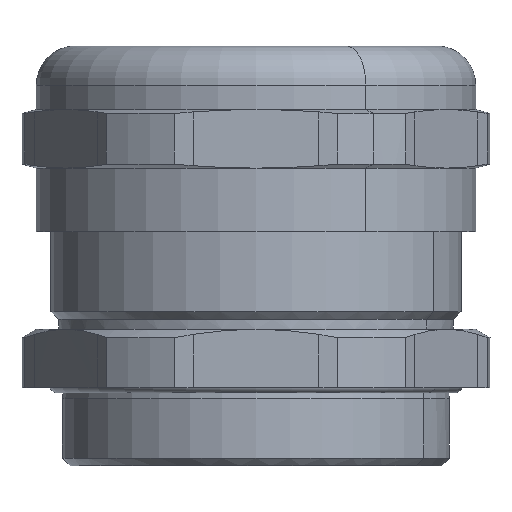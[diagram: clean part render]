
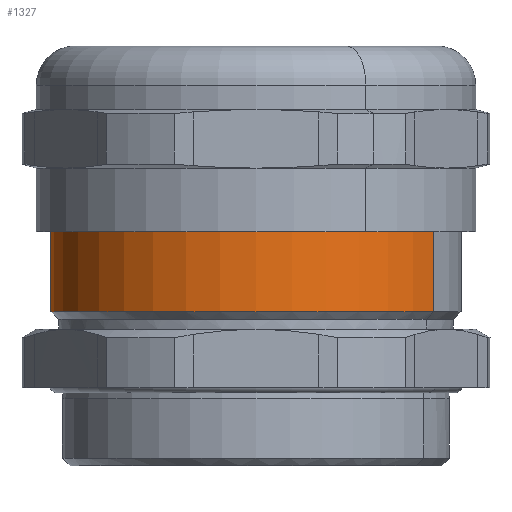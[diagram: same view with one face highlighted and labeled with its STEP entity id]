
A CAD part, front view. The second image highlights one B-rep face of the part: STEP entity #1327.
In plain terms, the highlighted cylindrical face has radius 21 mm (diameter 42 mm), a partial arc.
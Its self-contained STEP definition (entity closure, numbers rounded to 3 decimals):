
#1291=AXIS2_PLACEMENT_3D('Cylinder Axis2P3D',#1288,#1289,#1290) ;
#1304=AXIS2_PLACEMENT_3D('Circle Axis2P3D',#1302,#1303,$) ;
#1318=AXIS2_PLACEMENT_3D('Circle Axis2P3D',#1316,#1317,$) ;
#1288=CARTESIAN_POINT('Axis2P3D Location',(24.,22.5,28.)) ;
#1293=CARTESIAN_POINT('Line Origine',(5.813,33.,28.)) ;
#1297=CARTESIAN_POINT('Vertex',(5.813,33.,24.)) ;
#1299=CARTESIAN_POINT('Vertex',(5.813,33.,15.8)) ;
#1302=CARTESIAN_POINT('Axis2P3D Location',(24.,22.5,15.8)) ;
#1306=CARTESIAN_POINT('Vertex',(42.187,12.,15.8)) ;
#1309=CARTESIAN_POINT('Line Origine',(42.187,12.,28.)) ;
#1313=CARTESIAN_POINT('Vertex',(42.187,12.,24.)) ;
#1316=CARTESIAN_POINT('Axis2P3D Location',(24.,22.5,24.)) ;
#1289=DIRECTION('Axis2P3D Direction',(0.,0.,-1.)) ;
#1290=DIRECTION('Axis2P3D XDirection',(0.866,-0.5,0.)) ;
#1294=DIRECTION('Vector Direction',(0.,0.,-1.)) ;
#1303=DIRECTION('Axis2P3D Direction',(0.,0.,-1.)) ;
#1310=DIRECTION('Vector Direction',(0.,0.,-1.)) ;
#1317=DIRECTION('Axis2P3D Direction',(0.,0.,-1.)) ;
#1295=VECTOR('Line Direction',#1294,1.) ;
#1311=VECTOR('Line Direction',#1310,1.) ;
#1322=ORIENTED_EDGE('',*,*,#1301,.T.) ;
#1323=ORIENTED_EDGE('',*,*,#1308,.T.) ;
#1324=ORIENTED_EDGE('',*,*,#1315,.T.) ;
#1325=ORIENTED_EDGE('',*,*,#1320,.T.) ;
#1327=ADVANCED_FACE('Hauptk\X2\00F6\X0\rper',(#1326),#1292,.T.) ;
#1305=CIRCLE('generated circle',#1304,21.) ;
#1319=CIRCLE('generated circle',#1318,21.) ;
#1292=CYLINDRICAL_SURFACE('generated cylinder',#1291,21.) ;
#1301=EDGE_CURVE('',#1298,#1300,#1296,.T.) ;
#1308=EDGE_CURVE('',#1300,#1307,#1305,.F.) ;
#1315=EDGE_CURVE('',#1307,#1314,#1312,.F.) ;
#1320=EDGE_CURVE('',#1314,#1298,#1319,.T.) ;
#1321=EDGE_LOOP('',(#1322,#1323,#1324,#1325)) ;
#1326=FACE_OUTER_BOUND('',#1321,.T.) ;
#1296=LINE('Line',#1293,#1295) ;
#1312=LINE('Line',#1309,#1311) ;
#1298=VERTEX_POINT('',#1297) ;
#1300=VERTEX_POINT('',#1299) ;
#1307=VERTEX_POINT('',#1306) ;
#1314=VERTEX_POINT('',#1313) ;
